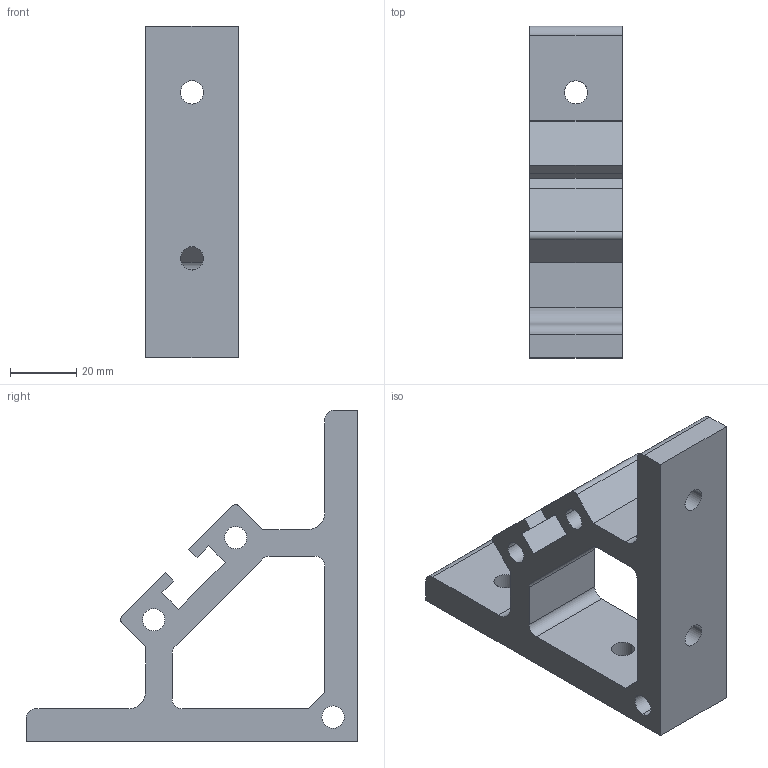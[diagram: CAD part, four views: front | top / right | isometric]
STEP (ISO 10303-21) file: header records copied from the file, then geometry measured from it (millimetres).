
FILE_DESCRIPTION(('Creo Elements/Direct Modeling STEP Export'),'2;1');
FILE_NAME('33.0215_Haltewinkel-MMS-33_100x100x28mm.stp','2022-03-18T13:57:54',(''),(''),'PTC Creo Elements/Direct Modeling STEP processor for AP214 (Solid Model)','PTC Creo Elements/Direct Modeling 19.0C 15-Aug-2015 (C) Parametric Technology GmbH','');
FILE_SCHEMA(('AUTOMOTIVE_DESIGN { 1 0 10303 214 1 1 1 1 }'));
Length unit declared in the file: millimetre
Products named in the file (2): Haltewinkel-MMS-33_100x100x28mm_33.0215_PX176116
Assembly tree (1 placements, depth 2):
  Haltewinkel-MMS-33_100x100x28mm_33.0215_PX176116
    Haltewinkel-MMS-33_100x100x28mm_33.0215_PX176116
Bounding box: 28 x 100 x 100 mm (x, y, z)
Volume: 76496.6 mm3; surface area: 24630.3 mm2
Topology: 1 solids, 1 shells, 51 faces, 149 edges, 100 vertices
Faces by surface type: plane 27, cylinder 24
Entity records: 1706 total; most frequent: ORIENTED_EDGE 298, CARTESIAN_POINT 286, DIRECTION 273, EDGE_CURVE 149, VERTEX_POINT 100, VECTOR 99, LINE 99, AXIS2_PLACEMENT_3D 87
